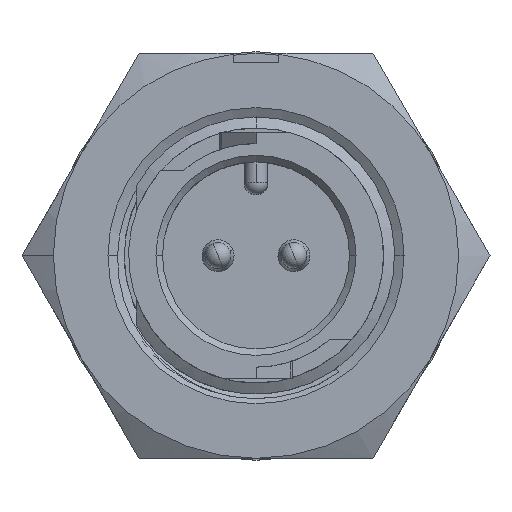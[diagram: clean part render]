
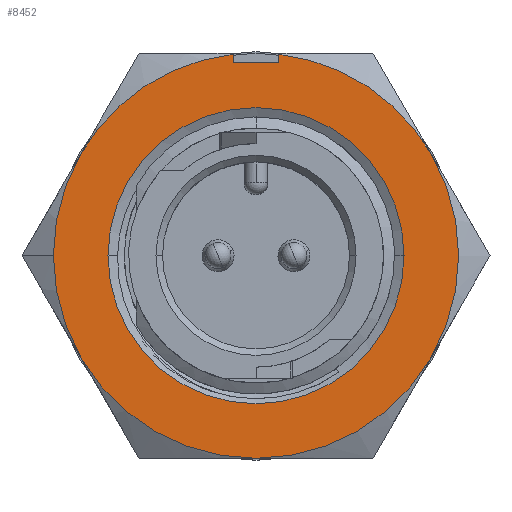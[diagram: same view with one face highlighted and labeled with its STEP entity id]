
A CAD part, top view. The second image highlights one B-rep face of the part: STEP entity #8452.
In plain terms, the highlighted planar face has unit normal (0, 0, 1).
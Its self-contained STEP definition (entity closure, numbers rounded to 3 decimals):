
#69 = DIRECTION ( 'NONE',  ( -1., 0., 0. ) ) ;
#94 = VERTEX_POINT ( 'NONE', #5885 ) ;
#364 = VERTEX_POINT ( 'NONE', #11568 ) ;
#408 = VECTOR ( 'NONE', #5970, 1000. ) ;
#642 = EDGE_CURVE ( 'NONE', #3308, #3702, #10578, .T. ) ;
#655 = EDGE_LOOP ( 'NONE', ( #6857, #4989, #4271, #8433, #4438, #10653, #6070, #3185, #2253, #10429 ) ) ;
#788 = VERTEX_POINT ( 'NONE', #1160 ) ;
#1055 = CARTESIAN_POINT ( 'NONE',  ( 6.819, 3.937, 8.262 ) ) ;
#1116 = CARTESIAN_POINT ( 'NONE',  ( 0., 0., 8.262 ) ) ;
#1160 = CARTESIAN_POINT ( 'NONE',  ( -6.819, 3.937, 8.262 ) ) ;
#1371 = AXIS2_PLACEMENT_3D ( 'NONE', #4947, #8621, #11305 ) ;
#1553 = AXIS2_PLACEMENT_3D ( 'NONE', #5247, #7906, #9750 ) ;
#1562 = AXIS2_PLACEMENT_3D ( 'NONE', #4646, #8316, #69 ) ;
#1668 = EDGE_CURVE ( 'NONE', #2294, #2436, #10765, .T. ) ;
#2006 = DIRECTION ( 'NONE',  ( 0., 0., -1. ) ) ;
#2176 = LINE ( 'NONE', #11356, #8991 ) ;
#2253 = ORIENTED_EDGE ( 'NONE', *, *, #9563, .F. ) ;
#2294 = VERTEX_POINT ( 'NONE', #4778 ) ;
#2436 = VERTEX_POINT ( 'NONE', #6223 ) ;
#2504 = CIRCLE ( 'NONE', #4233, 7.874 ) ;
#2794 = PLANE ( 'NONE',  #9032 ) ;
#2937 = DIRECTION ( 'NONE',  ( 0., 0., -1. ) ) ;
#2968 = DIRECTION ( 'NONE',  ( -1., 0., 0. ) ) ;
#2993 = DIRECTION ( 'NONE',  ( -1., 0., 0. ) ) ;
#3098 = AXIS2_PLACEMENT_3D ( 'NONE', #9723, #5221, #2968 ) ;
#3184 = CARTESIAN_POINT ( 'NONE',  ( 5.753, 0., 8.262 ) ) ;
#3185 = ORIENTED_EDGE ( 'NONE', *, *, #3874, .F. ) ;
#3308 = VERTEX_POINT ( 'NONE', #11106 ) ;
#3612 = AXIS2_PLACEMENT_3D ( 'NONE', #6576, #2006, #4835 ) ;
#3702 = VERTEX_POINT ( 'NONE', #3184 ) ;
#3757 = CARTESIAN_POINT ( 'NONE',  ( 0., -15.748, 8.262 ) ) ;
#3874 = EDGE_CURVE ( 'NONE', #10747, #2294, #8031, .T. ) ;
#4185 = AXIS2_PLACEMENT_3D ( 'NONE', #5450, #2937, #2993 ) ;
#4233 = AXIS2_PLACEMENT_3D ( 'NONE', #1116, #11855, #5687 ) ;
#4271 = ORIENTED_EDGE ( 'NONE', *, *, #5732, .F. ) ;
#4370 = DIRECTION ( 'NONE',  ( 0., 0., -1. ) ) ;
#4438 = ORIENTED_EDGE ( 'NONE', *, *, #8735, .F. ) ;
#4515 = CARTESIAN_POINT ( 'NONE',  ( 0., 0., 8.262 ) ) ;
#4646 = CARTESIAN_POINT ( 'NONE',  ( 0., 0., 8.262 ) ) ;
#4718 = CARTESIAN_POINT ( 'NONE',  ( 0.889, 7.824, 8.262 ) ) ;
#4778 = CARTESIAN_POINT ( 'NONE',  ( -6.819, -3.937, 8.262 ) ) ;
#4829 = CIRCLE ( 'NONE', #1553, 7.874 ) ;
#4835 = DIRECTION ( 'NONE',  ( -1., 0., 0. ) ) ;
#4836 = LINE ( 'NONE', #6812, #408 ) ;
#4947 = CARTESIAN_POINT ( 'NONE',  ( 0., 0., 8.262 ) ) ;
#4989 = ORIENTED_EDGE ( 'NONE', *, *, #8070, .F. ) ;
#5012 = CIRCLE ( 'NONE', #3098, 7.874 ) ;
#5146 = AXIS2_PLACEMENT_3D ( 'NONE', #8996, #4370, #7988 ) ;
#5221 = DIRECTION ( 'NONE',  ( 0., 0., -1. ) ) ;
#5247 = CARTESIAN_POINT ( 'NONE',  ( 0., 0., 8.262 ) ) ;
#5379 = DIRECTION ( 'NONE',  ( 0., 1., 0. ) ) ;
#5450 = CARTESIAN_POINT ( 'NONE',  ( 0., 0., 8.262 ) ) ;
#5487 = EDGE_CURVE ( 'NONE', #10457, #7976, #9182, .T. ) ;
#5531 = DIRECTION ( 'NONE',  ( 0., 0., -1. ) ) ;
#5599 = AXIS2_PLACEMENT_3D ( 'NONE', #4515, #5531, #9197 ) ;
#5687 = DIRECTION ( 'NONE',  ( -1., 0., 0. ) ) ;
#5732 = EDGE_CURVE ( 'NONE', #5923, #94, #2176, .T. ) ;
#5885 = CARTESIAN_POINT ( 'NONE',  ( 0.889, 7.493, 8.262 ) ) ;
#5923 = VERTEX_POINT ( 'NONE', #9793 ) ;
#5970 = DIRECTION ( 'NONE',  ( 0., -1., 0. ) ) ;
#6070 = ORIENTED_EDGE ( 'NONE', *, *, #1668, .F. ) ;
#6223 = CARTESIAN_POINT ( 'NONE',  ( -7.874, 0., 8.262 ) ) ;
#6286 = CARTESIAN_POINT ( 'NONE',  ( 0.889, 8.938, 8.262 ) ) ;
#6465 = FACE_OUTER_BOUND ( 'NONE', #655, .T. ) ;
#6557 = CIRCLE ( 'NONE', #1371, 7.874 ) ;
#6576 = CARTESIAN_POINT ( 'NONE',  ( 0., 0., 8.262 ) ) ;
#6651 = DIRECTION ( 'NONE',  ( 0., 0., -1. ) ) ;
#6812 = CARTESIAN_POINT ( 'NONE',  ( -0.889, 8.938, 8.262 ) ) ;
#6827 = EDGE_CURVE ( 'NONE', #3702, #3308, #7064, .T. ) ;
#6857 = ORIENTED_EDGE ( 'NONE', *, *, #5487, .F. ) ;
#7064 = CIRCLE ( 'NONE', #4185, 5.753 ) ;
#7906 = DIRECTION ( 'NONE',  ( 0., 0., -1. ) ) ;
#7976 = VERTEX_POINT ( 'NONE', #1055 ) ;
#7988 = DIRECTION ( 'NONE',  ( -1., 0., 0. ) ) ;
#8029 = LINE ( 'NONE', #6286, #10935 ) ;
#8031 = CIRCLE ( 'NONE', #5146, 7.874 ) ;
#8070 = EDGE_CURVE ( 'NONE', #94, #10457, #8029, .T. ) ;
#8226 = EDGE_CURVE ( 'NONE', #2436, #788, #2504, .T. ) ;
#8316 = DIRECTION ( 'NONE',  ( 0., 0., -1. ) ) ;
#8433 = ORIENTED_EDGE ( 'NONE', *, *, #9603, .F. ) ;
#8452 = ADVANCED_FACE ( 'NONE', ( #11014, #6465 ), #2794, .F. ) ;
#8621 = DIRECTION ( 'NONE',  ( 0., 0., -1. ) ) ;
#8735 = EDGE_CURVE ( 'NONE', #788, #10640, #4829, .T. ) ;
#8953 = DIRECTION ( 'NONE',  ( 1., 0., 0. ) ) ;
#8991 = VECTOR ( 'NONE', #8953, 1000. ) ;
#8996 = CARTESIAN_POINT ( 'NONE',  ( 0., 0., 8.262 ) ) ;
#9032 = AXIS2_PLACEMENT_3D ( 'NONE', #3757, #6651, #10305 ) ;
#9064 = ORIENTED_EDGE ( 'NONE', *, *, #642, .T. ) ;
#9111 = ORIENTED_EDGE ( 'NONE', *, *, #6827, .T. ) ;
#9182 = CIRCLE ( 'NONE', #3612, 7.874 ) ;
#9197 = DIRECTION ( 'NONE',  ( -1., 0., 0. ) ) ;
#9242 = EDGE_CURVE ( 'NONE', #7976, #364, #5012, .T. ) ;
#9249 = CARTESIAN_POINT ( 'NONE',  ( 0., -7.874, 8.262 ) ) ;
#9563 = EDGE_CURVE ( 'NONE', #364, #10747, #6557, .T. ) ;
#9603 = EDGE_CURVE ( 'NONE', #10640, #5923, #4836, .T. ) ;
#9723 = CARTESIAN_POINT ( 'NONE',  ( 0., 0., 8.262 ) ) ;
#9750 = DIRECTION ( 'NONE',  ( -1., 0., 0. ) ) ;
#9793 = CARTESIAN_POINT ( 'NONE',  ( -0.889, 7.493, 8.262 ) ) ;
#10305 = DIRECTION ( 'NONE',  ( -1., 0., 0. ) ) ;
#10429 = ORIENTED_EDGE ( 'NONE', *, *, #9242, .F. ) ;
#10457 = VERTEX_POINT ( 'NONE', #4718 ) ;
#10578 = CIRCLE ( 'NONE', #1562, 5.753 ) ;
#10640 = VERTEX_POINT ( 'NONE', #11246 ) ;
#10653 = ORIENTED_EDGE ( 'NONE', *, *, #8226, .F. ) ;
#10747 = VERTEX_POINT ( 'NONE', #9249 ) ;
#10765 = CIRCLE ( 'NONE', #5599, 7.874 ) ;
#10771 = EDGE_LOOP ( 'NONE', ( #9111, #9064 ) ) ;
#10935 = VECTOR ( 'NONE', #5379, 1000. ) ;
#11014 = FACE_BOUND ( 'NONE', #10771, .T. ) ;
#11106 = CARTESIAN_POINT ( 'NONE',  ( -5.753, 0., 8.262 ) ) ;
#11246 = CARTESIAN_POINT ( 'NONE',  ( -0.889, 7.824, 8.262 ) ) ;
#11305 = DIRECTION ( 'NONE',  ( -1., 0., 0. ) ) ;
#11356 = CARTESIAN_POINT ( 'NONE',  ( -0.889, 7.493, 8.262 ) ) ;
#11568 = CARTESIAN_POINT ( 'NONE',  ( 6.819, -3.937, 8.262 ) ) ;
#11855 = DIRECTION ( 'NONE',  ( 0., 0., -1. ) ) ;
